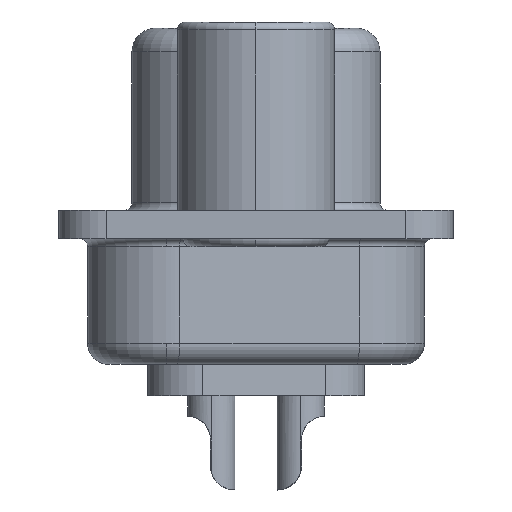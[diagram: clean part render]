
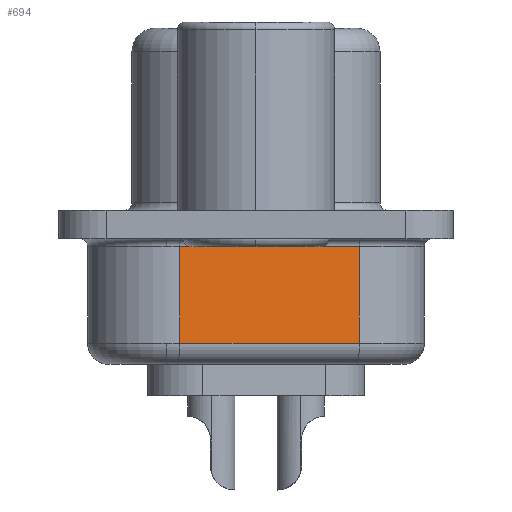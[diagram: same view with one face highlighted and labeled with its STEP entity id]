
A CAD part, left-side view. The second image highlights one B-rep face of the part: STEP entity #694.
In plain terms, the highlighted planar face has unit normal (-0.985, -0.174, 0).
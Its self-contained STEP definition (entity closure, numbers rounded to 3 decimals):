
#51 = FACE_OUTER_BOUND ( 'NONE', #3770, .T. ) ;
#694 = ADVANCED_FACE ( 'NONE', ( #51 ), #2484, .F. ) ;
#938 = ORIENTED_EDGE ( 'NONE', *, *, #7797, .F. ) ;
#949 = ORIENTED_EDGE ( 'NONE', *, *, #7495, .T. ) ;
#960 = ORIENTED_EDGE ( 'NONE', *, *, #8162, .T. ) ;
#1107 = ORIENTED_EDGE ( 'NONE', *, *, #7622, .T. ) ;
#1590 = LINE ( 'NONE', #6659, #1893 ) ;
#1627 = VECTOR ( 'NONE', #5959, 1000. ) ;
#1656 = LINE ( 'NONE', #5370, #1988 ) ;
#1722 = LINE ( 'NONE', #5595, #1779 ) ;
#1779 = VECTOR ( 'NONE', #5596, 1000. ) ;
#1893 = VECTOR ( 'NONE', #6664, 1000. ) ;
#1988 = VECTOR ( 'NONE', #5372, 1000. ) ;
#2205 = LINE ( 'NONE', #5958, #1627 ) ;
#2482 = CARTESIAN_POINT ( 'NONE',  ( -9.552, 2.426, -4.45 ) ) ;
#2484 = PLANE ( 'NONE',  #7517 ) ;
#2486 = DIRECTION ( 'NONE',  ( 0.985, 0.174, 0. ) ) ;
#2487 = DIRECTION ( 'NONE',  ( -0.174, 0.985, 0. ) ) ;
#3362 = VERTEX_POINT ( 'NONE', #4620 ) ;
#3557 = VERTEX_POINT ( 'NONE', #4676 ) ;
#3647 = VERTEX_POINT ( 'NONE', #4697 ) ;
#3770 = EDGE_LOOP ( 'NONE', ( #1107, #949, #938, #960 ) ) ;
#3902 = VERTEX_POINT ( 'NONE', #4783 ) ;
#4620 = CARTESIAN_POINT ( 'NONE',  ( -9.552, 2.426, -3.775 ) ) ;
#4676 = CARTESIAN_POINT ( 'NONE',  ( -8.543, -3.294, -0.7 ) ) ;
#4697 = CARTESIAN_POINT ( 'NONE',  ( -8.543, -3.294, -3.775 ) ) ;
#4783 = CARTESIAN_POINT ( 'NONE',  ( -9.552, 2.426, -0.7 ) ) ;
#5370 = CARTESIAN_POINT ( 'NONE',  ( -9.552, 2.426, -0.7 ) ) ;
#5372 = DIRECTION ( 'NONE',  ( -0.174, 0.985, 0. ) ) ;
#5595 = CARTESIAN_POINT ( 'NONE',  ( -8.543, -3.294, -4.45 ) ) ;
#5596 = DIRECTION ( 'NONE',  ( 0., 0., 1. ) ) ;
#5958 = CARTESIAN_POINT ( 'NONE',  ( -9.552, 2.426, -4.45 ) ) ;
#5959 = DIRECTION ( 'NONE',  ( 0., 0., 1. ) ) ;
#6659 = CARTESIAN_POINT ( 'NONE',  ( -8.543, -3.294, -3.775 ) ) ;
#6664 = DIRECTION ( 'NONE',  ( 0.174, -0.985, 0. ) ) ;
#7495 = EDGE_CURVE ( 'NONE', #3557, #3902, #1656, .T. ) ;
#7517 = AXIS2_PLACEMENT_3D ( 'NONE', #2482, #2486, #2487 ) ;
#7622 = EDGE_CURVE ( 'NONE', #3647, #3557, #1722, .T. ) ;
#7797 = EDGE_CURVE ( 'NONE', #3362, #3902, #2205, .T. ) ;
#8162 = EDGE_CURVE ( 'NONE', #3362, #3647, #1590, .T. ) ;
